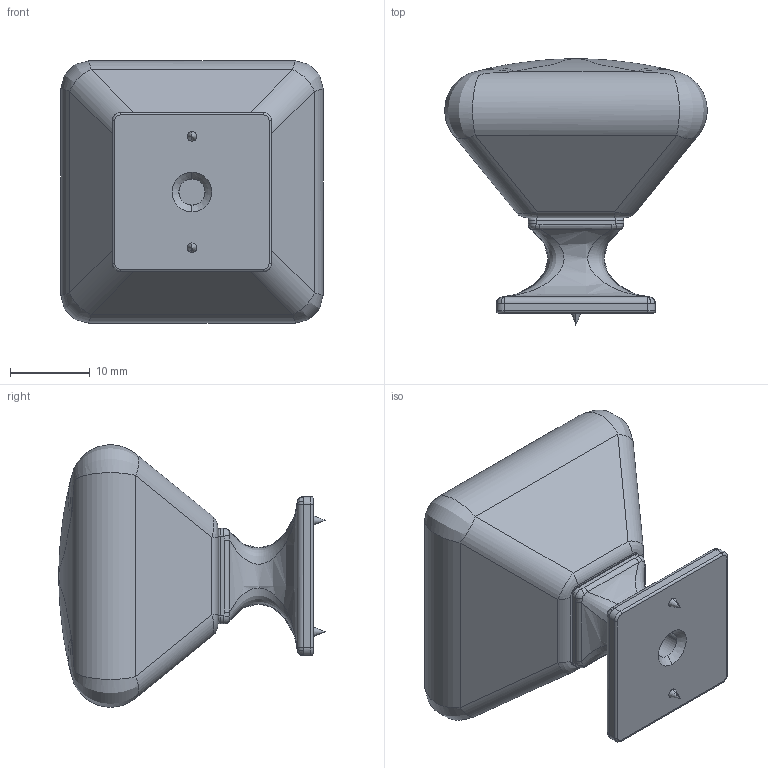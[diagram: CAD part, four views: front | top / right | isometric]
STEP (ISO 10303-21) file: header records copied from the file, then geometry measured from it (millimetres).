
FILE_DESCRIPTION(('Creo Elements/Direct Modeling STEP Export'),'2;1');
FILE_NAME('SP82-34.stp','2024-04-23T12:44:46',(''),(''),'Creo Elements/Direct Modeling STEP processor for AP214 (Solid Model)','Creo Elements/Direct Modeling 20.0 12-Nov-2016 (C) Parametric Technology GmbH','');
FILE_SCHEMA(('AUTOMOTIVE_DESIGN { 1 0 10303 214 1 1 1 1 }'));
Length unit declared in the file: millimetre
Products named in the file (3): OT; Sockel; DIV-11997
Assembly tree (2 placements, depth 2):
  DIV-11997
    Sockel
    OT
Bounding box: 32.99 x 33.5 x 32.99 mm (x, y, z)
Volume: 15232.5 mm3; surface area: 5013.4 mm2
Topology: 2 solids, 2 shells, 141 faces, 317 edges, 170 vertices
Faces by surface type: cylinder 52, bspline 48, plane 23, torus 8, cone 6, extrusion 4
Entity records: 17903 total; most frequent: CARTESIAN_POINT 15337, ORIENTED_EDGE 602, DIRECTION 392, EDGE_CURVE 301, VERTEX_POINT 170, AXIS2_PLACEMENT_3D 149, EDGE_LOOP 147, FACE_OUTER_BOUND 141
